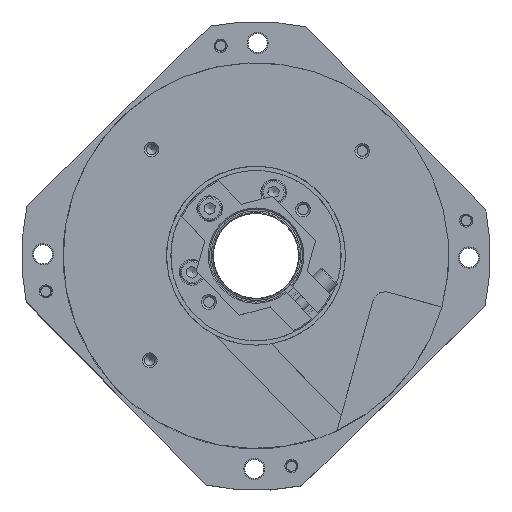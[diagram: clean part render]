
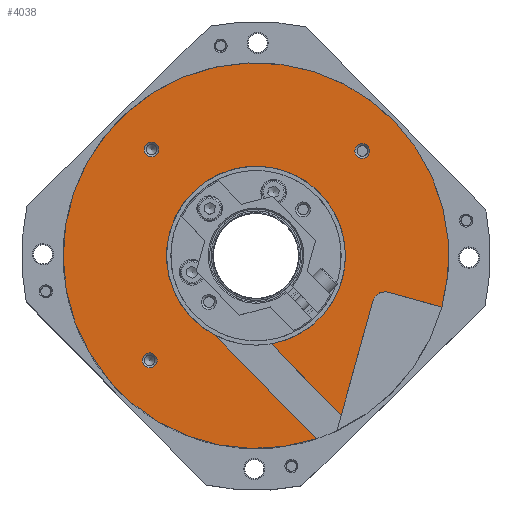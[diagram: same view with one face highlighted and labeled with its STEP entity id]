
A CAD part, top view. The second image highlights one B-rep face of the part: STEP entity #4038.
In plain terms, the highlighted planar face has unit normal (0, 0, 1).
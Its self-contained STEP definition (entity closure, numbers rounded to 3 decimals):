
#292=LINE($,#6132,#562);
#294=LINE($,#6175,#564);
#302=LINE($,#6198,#572);
#303=LINE($,#6201,#573);
#562=VECTOR($,#4948,13.);
#564=VECTOR($,#4958,27.744);
#572=VECTOR($,#4980,34.187);
#573=VECTOR($,#4983,23.47);
#869=PLANE($,#4404);
#1031=FACE_BOUND($,#1453,.T.);
#1032=FACE_BOUND($,#1454,.T.);
#1033=FACE_BOUND($,#1455,.T.);
#1193=FACE_OUTER_BOUND($,#1452,.T.);
#1452=EDGE_LOOP($,(#3153,#3154,#3155,#3156,#3157,#3158,#3159));
#1453=EDGE_LOOP($,(#3160));
#1454=EDGE_LOOP($,(#3161));
#1455=EDGE_LOOP($,(#3162));
#1791=CIRCLE($,#4379,3.);
#1797=CIRCLE($,#4390,45.25);
#1799=CIRCLE($,#4396,21.);
#1804=CIRCLE($,#4403,1.73);
#1805=CIRCLE($,#4405,1.73);
#1806=CIRCLE($,#4406,1.73);
#2019=VERTEX_POINT($,#6117);
#2020=VERTEX_POINT($,#6119);
#2024=VERTEX_POINT($,#6130);
#2027=VERTEX_POINT($,#6174);
#2032=VERTEX_POINT($,#6186);
#2035=VERTEX_POINT($,#6196);
#2036=VERTEX_POINT($,#6200);
#2041=VERTEX_POINT($,#6215);
#2042=VERTEX_POINT($,#6218);
#2043=VERTEX_POINT($,#6220);
#2486=EDGE_CURVE($,#2019,#2020,#1791,.T.);
#2493=EDGE_CURVE($,#2019,#2024,#292,.T.);
#2497=EDGE_CURVE($,#2027,#2020,#294,.T.);
#2504=EDGE_CURVE($,#2032,#2024,#1797,.T.);
#2509=EDGE_CURVE($,#2032,#2035,#302,.T.);
#2510=EDGE_CURVE($,#2036,#2027,#303,.T.);
#2512=EDGE_CURVE($,#2035,#2036,#1799,.T.);
#2517=EDGE_CURVE($,#2041,#2041,#1804,.T.);
#2518=EDGE_CURVE($,#2042,#2042,#1805,.T.);
#2519=EDGE_CURVE($,#2043,#2043,#1806,.T.);
#3153=ORIENTED_EDGE($,*,*,#2493,.T.);
#3154=ORIENTED_EDGE($,*,*,#2504,.F.);
#3155=ORIENTED_EDGE($,*,*,#2509,.T.);
#3156=ORIENTED_EDGE($,*,*,#2512,.T.);
#3157=ORIENTED_EDGE($,*,*,#2510,.T.);
#3158=ORIENTED_EDGE($,*,*,#2497,.T.);
#3159=ORIENTED_EDGE($,*,*,#2486,.F.);
#3160=ORIENTED_EDGE($,*,*,#2518,.F.);
#3161=ORIENTED_EDGE($,*,*,#2519,.F.);
#3162=ORIENTED_EDGE($,*,*,#2517,.F.);
#4038=ADVANCED_FACE($,(#1193,#1031,#1032,#1033),#869,.F.);
#4379=AXIS2_PLACEMENT_3D($,#6120,#4936,#4937);
#4390=AXIS2_PLACEMENT_3D($,#6188,#4969,#4970);
#4396=AXIS2_PLACEMENT_3D($,#6204,#4987,#4988);
#4403=AXIS2_PLACEMENT_3D($,#6216,#5001,#5002);
#4404=AXIS2_PLACEMENT_3D($,#6217,#5003,#5004);
#4405=AXIS2_PLACEMENT_3D($,#6219,#5005,#5006);
#4406=AXIS2_PLACEMENT_3D($,#6221,#5007,#5008);
#4936=DIRECTION('center_axis',(0.,0.,
1.));
#4937=DIRECTION('ref_axis',(-0.493,0.87,0.));
#4948=DIRECTION($,(0.964,-0.266,0.));
#4958=DIRECTION($,(0.266,0.964,0.));
#4969=DIRECTION('center_axis',(0.,0.,
-1.));
#4970=DIRECTION('ref_axis',(-0.702,0.713,0.));
#4980=DIRECTION($,(-0.702,0.713,0.));
#4983=DIRECTION($,(0.702,-0.713,0.));
#4987=DIRECTION('center_axis',(0.,0.,
-1.));
#4988=DIRECTION('ref_axis',(-0.702,0.713,0.));
#5001=DIRECTION('center_axis',(0.,0.,
1.));
#5002=DIRECTION('ref_axis',(-0.702,0.713,0.));
#5003=DIRECTION('center_axis',(0.,0.,
-1.));
#5004=DIRECTION('ref_axis',(-0.702,0.713,0.));
#5005=DIRECTION('center_axis',(0.,0.,
1.));
#5006=DIRECTION('ref_axis',(-0.702,0.713,0.));
#5007=DIRECTION('center_axis',(0.,0.,
1.));
#5008=DIRECTION('ref_axis',(-0.702,0.713,0.));
#6117=CARTESIAN_POINT('',(-17.992,-33.982,-51.169));
#6119=CARTESIAN_POINT('',(-21.682,-36.075,-51.169));
#6120=CARTESIAN_POINT('Origin',(-18.79,-36.874,-51.169));
#6130=CARTESIAN_POINT('',(-5.461,-37.444,-51.169));
#6132=CARTESIAN_POINT($,(-27.269,-31.419,-51.169));
#6174=CARTESIAN_POINT('',(-29.07,-62.817,-51.169));
#6175=CARTESIAN_POINT($,(-20.883,-33.183,-51.169));
#6186=CARTESIAN_POINT('',(-34.85,-68.35,-51.169));
#6188=CARTESIAN_POINT('Origin',(-49.077,-25.394,-51.169));
#6196=CARTESIAN_POINT('',(-58.836,-43.989,-51.169));
#6198=CARTESIAN_POINT($,(-61.082,-41.708,-51.169));
#6200=CARTESIAN_POINT('',(-45.536,-46.094,-51.169));
#6201=CARTESIAN_POINT($,(-39.858,-51.861,-51.169));
#6204=CARTESIAN_POINT('Origin',(-49.077,-25.394,-51.169));
#6215=CARTESIAN_POINT('',(-72.803,-51.183,-51.169));
#6216=CARTESIAN_POINT('Origin',(-74.017,-49.951,-51.169));
#6217=CARTESIAN_POINT('Origin',(-49.077,-25.394,-51.169));
#6218=CARTESIAN_POINT('',(-72.42,-1.687,-51.169));
#6219=CARTESIAN_POINT('Origin',(-73.634,-0.455,-51.169));
#6220=CARTESIAN_POINT('',(-22.924,-2.07,-51.169));
#6221=CARTESIAN_POINT('Origin',(-24.138,-0.838,-51.169));
